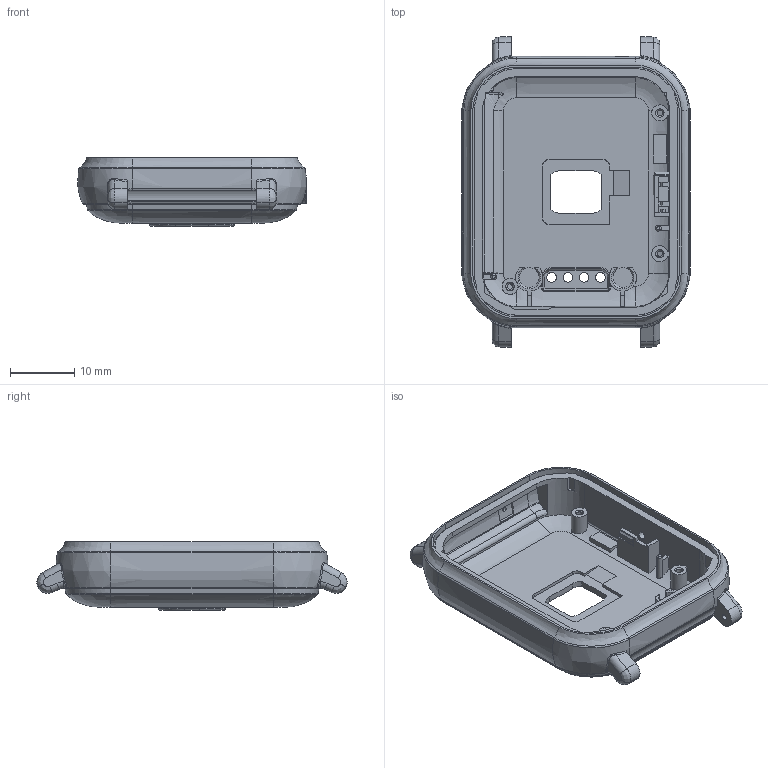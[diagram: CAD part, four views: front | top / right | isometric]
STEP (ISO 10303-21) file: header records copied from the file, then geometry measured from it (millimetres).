
FILE_DESCRIPTION((''),'2;1');
FILE_NAME('Q3-FRONT-1','2021-09-14T',('SMA'),(''),'PRO/ENGINEER BY PARAMETRIC TECHNOLOGY CORPORATION, 2010280','PRO/ENGINEER BY PARAMETRIC TECHNOLOGY CORPORATION, 2010280','');
FILE_SCHEMA(('AUTOMOTIVE_DESIGN_CC2 { 1 2 10303 214 -1 1 5 2 }'));
Length unit declared in the file: millimetre
Products named in the file (1): Q3-FRONT-1
Bounding box: 35.7 x 48.48 x 10.7 mm (x, y, z)
Volume: 4388.7 mm3; surface area: 5621.9 mm2
Topology: 1 solids, 2 shells, 611 faces, 1626 edges, 1045 vertices
Faces by surface type: plane 251, cylinder 159, bspline 107, extrusion 38, cone 36, torus 15, revolution 5
Entity records: 26378 total; most frequent: CARTESIAN_POINT 11818, ORIENTED_EDGE 3252, DIRECTION 2570, EDGE_CURVE 1626, VERTEX_POINT 1045, AXIS2_PLACEMENT_3D 867, VECTOR 831, LINE 793
